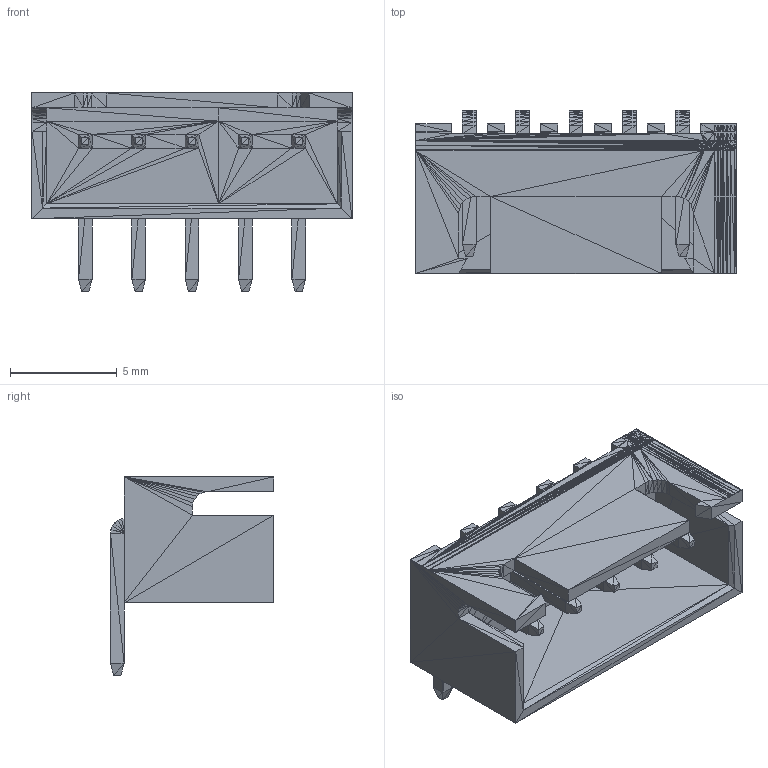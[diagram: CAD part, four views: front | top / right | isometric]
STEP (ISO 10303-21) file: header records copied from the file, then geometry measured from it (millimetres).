
FILE_DESCRIPTION(('LCKiConverter Model lckicad.xtoolbox.org','uuid: Std:f8d2678522ac4f8ca348615daddad2b6'),'2;1');
FILE_NAME('CONN-TH_5P-P2.50_HDGC2501WR-5P.step','2025-04-08T17:34:19.222Z',('LCEDA'),( ''),'LCKiConverter','LCKiConverter','');
FILE_SCHEMA(('AUTOMOTIVE_DESIGN { 1 0 10303 214 1 1 1 1 }'));
Length unit declared in the file: millimetre
Products named in the file (1): CONN-TH_5P-P2.50_HDGC2501WR-5P
Bounding box: 15 x 7.64 x 9.31 mm (x, y, z)
Surface area: 796.5 mm2 (no closed solid volume)
Topology: 0 solids, 1 shells, 3078 faces, 4652 edges, 1562 vertices
Faces by surface type: plane 3078
Entity records: 63360 total; most frequent: DIRECTION 10810, CARTESIAN_POINT 9293, ORIENTED_EDGE 9234, EDGE_CURVE 4652, LINE 4652, VECTOR 4652, AXIS2_PLACEMENT_3D 3079, ADVANCED_FACE 3078
